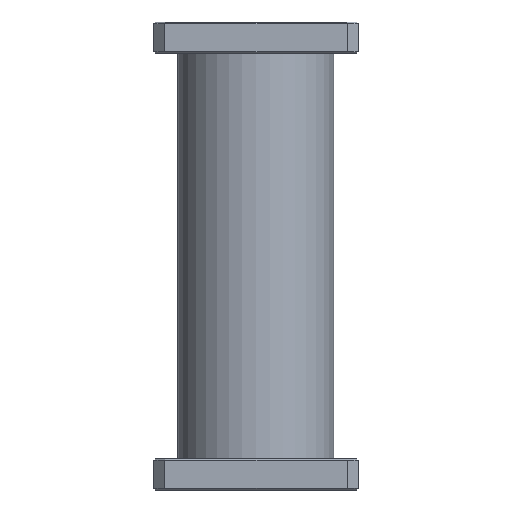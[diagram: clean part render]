
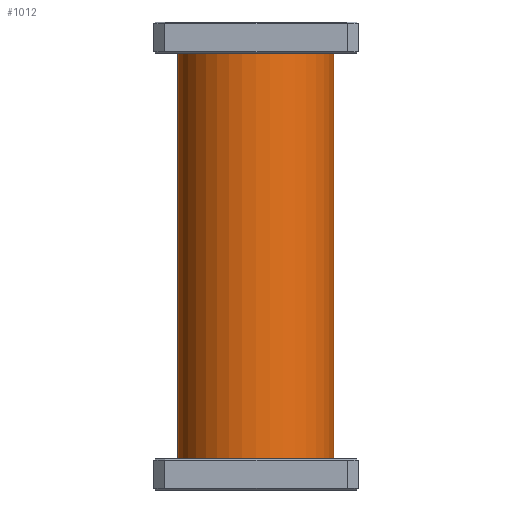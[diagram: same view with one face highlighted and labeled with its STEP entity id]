
A CAD part, front view. The second image highlights one B-rep face of the part: STEP entity #1012.
In plain terms, the highlighted cylindrical face has radius 12.7 mm (diameter 25.4 mm), a partial arc.
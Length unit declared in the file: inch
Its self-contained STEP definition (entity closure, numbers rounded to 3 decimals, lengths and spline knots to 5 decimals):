
#83 = AXIS2_PLACEMENT_3D ( 'NONE', #218, #1059, #419 ) ;
#103 = AXIS2_PLACEMENT_3D ( 'NONE', #2601, #361, #113 ) ;
#113 = DIRECTION ( 'NONE',  ( 1., 0., 0. ) ) ;
#129 = EDGE_CURVE ( 'NONE', #670, #1491, #1918, .T. ) ;
#218 = CARTESIAN_POINT ( 'NONE',  ( -0.656, 0.656, 0.2 ) ) ;
#250 = CARTESIAN_POINT ( 'NONE',  ( -0.156, 0.656, 2.8 ) ) ;
#359 = DIRECTION ( 'NONE',  ( 0., 0., 1. ) ) ;
#361 = DIRECTION ( 'NONE',  ( 0., 0., 1. ) ) ;
#419 = DIRECTION ( 'NONE',  ( 1., 0., 0. ) ) ;
#443 = VERTEX_POINT ( 'NONE', #250 ) ;
#591 = EDGE_CURVE ( 'NONE', #1491, #443, #691, .T. ) ;
#608 = DIRECTION ( 'NONE',  ( 1., 0., 0. ) ) ;
#670 = VERTEX_POINT ( 'NONE', #1786 ) ;
#691 = CIRCLE ( 'NONE', #103, 0.5 ) ;
#815 = EDGE_LOOP ( 'NONE', ( #1024, #1673, #2521, #2255 ) ) ;
#817 = FACE_OUTER_BOUND ( 'NONE', #815, .T. ) ;
#1012 = ADVANCED_FACE ( 'NONE', ( #817 ), #2040, .T. ) ;
#1024 = ORIENTED_EDGE ( 'NONE', *, *, #129, .F. ) ;
#1040 = VERTEX_POINT ( 'NONE', #2202 ) ;
#1059 = DIRECTION ( 'NONE',  ( 0., 0., 1. ) ) ;
#1078 = EDGE_CURVE ( 'NONE', #1040, #443, #1783, .T. ) ;
#1086 = CARTESIAN_POINT ( 'NONE',  ( -1.156, 0.656, 0.2 ) ) ;
#1177 = CIRCLE ( 'NONE', #83, 0.5 ) ;
#1217 = EDGE_CURVE ( 'NONE', #670, #1040, #1177, .T. ) ;
#1368 = CARTESIAN_POINT ( 'NONE',  ( -0.656, 0.656, 0.2 ) ) ;
#1491 = VERTEX_POINT ( 'NONE', #2065 ) ;
#1638 = VECTOR ( 'NONE', #359, 39.37008 ) ;
#1673 = ORIENTED_EDGE ( 'NONE', *, *, #1217, .T. ) ;
#1716 = DIRECTION ( 'NONE',  ( 0., 0., 1. ) ) ;
#1783 = LINE ( 'NONE', #2609, #1638 ) ;
#1786 = CARTESIAN_POINT ( 'NONE',  ( -1.156, 0.656, 0.2 ) ) ;
#1804 = AXIS2_PLACEMENT_3D ( 'NONE', #1368, #2420, #608 ) ;
#1918 = LINE ( 'NONE', #1086, #2007 ) ;
#2007 = VECTOR ( 'NONE', #1716, 39.37008 ) ;
#2040 = CYLINDRICAL_SURFACE ( 'NONE', #1804, 0.5 ) ;
#2065 = CARTESIAN_POINT ( 'NONE',  ( -1.156, 0.656, 2.8 ) ) ;
#2202 = CARTESIAN_POINT ( 'NONE',  ( -0.156, 0.656, 0.2 ) ) ;
#2255 = ORIENTED_EDGE ( 'NONE', *, *, #591, .F. ) ;
#2420 = DIRECTION ( 'NONE',  ( 0., 0., 1. ) ) ;
#2521 = ORIENTED_EDGE ( 'NONE', *, *, #1078, .T. ) ;
#2601 = CARTESIAN_POINT ( 'NONE',  ( -0.656, 0.656, 2.8 ) ) ;
#2609 = CARTESIAN_POINT ( 'NONE',  ( -0.156, 0.656, 0.2 ) ) ;
